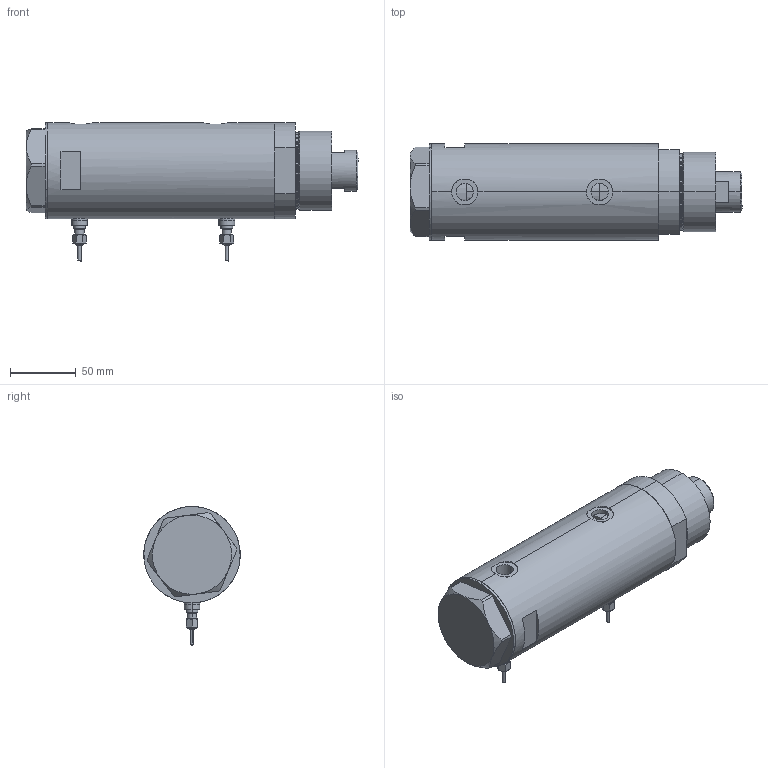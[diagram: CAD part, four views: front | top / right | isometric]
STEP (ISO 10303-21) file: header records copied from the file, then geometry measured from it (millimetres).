
FILE_DESCRIPTION (( 'STEP AP203' ), '1' );
FILE_NAME ('d1b2.STEP', '2022-04-15T01:09:44', ( '' ), ( '' ), 'SwSTEP 2.0', 'SolidWorks 2019', '' );
FILE_SCHEMA (( 'CONFIG_CONTROL_DESIGN' ));
Length unit declared in the file: millimetre
Products named in the file (6): V270CG_SWITCH ae692cb320c4749c562a8e5e0d1965a6; V270CG_BACK ae692cb320c4749c562a8e5e0d1965a6; V270CG_MIDDLE ae692cb320c4749c562a8e5e0d1965a6; V270CG_VC ae692cb320c4749c562a8e5e0d1965a6; V270CG_FRONT ae692cb320c4749c562a8e5e0d1965a6; d1b2
Assembly tree (6 placements, depth 2):
  d1b2
    V270CG_MIDDLE ae692cb320c4749c562a8e5e0d1965a6
    V270CG_BACK ae692cb320c4749c562a8e5e0d1965a6
    V270CG_FRONT ae692cb320c4749c562a8e5e0d1965a6
    V270CG_VC ae692cb320c4749c562a8e5e0d1965a6
    V270CG_SWITCH ae692cb320c4749c562a8e5e0d1965a6  x2
Bounding box: 251.52 x 73 x 105.3 mm (x, y, z)
Volume: 873564.2 mm3; surface area: 150161.5 mm2
Topology: 6 solids, 6 shells, 231 faces, 510 edges, 309 vertices
Faces by surface type: cylinder 79, plane 78, cone 48, torus 24, bspline 2
Entity records: 6464 total; most frequent: CARTESIAN_POINT 1803, DIRECTION 886, ORIENTED_EDGE 800, EDGE_CURVE 400, AXIS2_PLACEMENT_3D 370, VERTEX_POINT 245, EDGE_LOOP 203, CIRCLE 184
